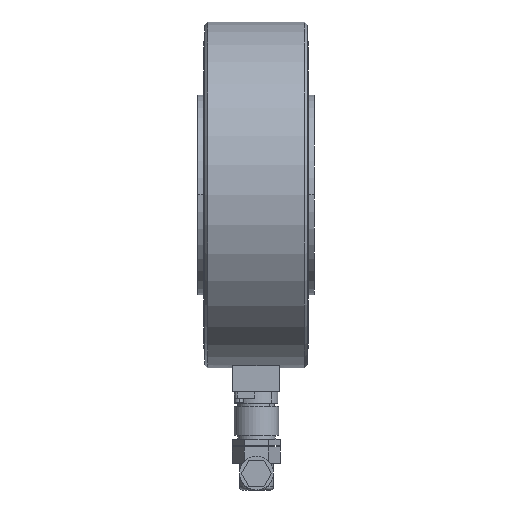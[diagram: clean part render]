
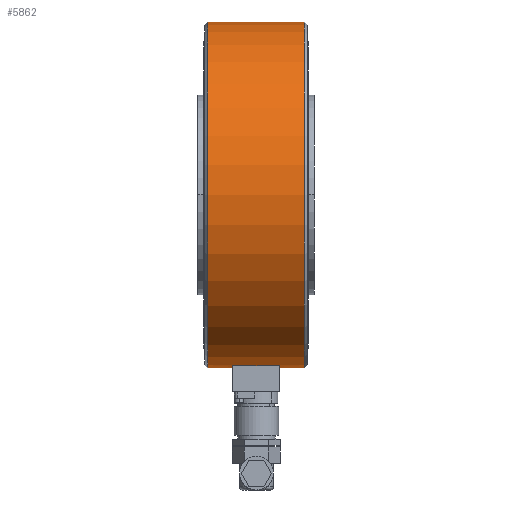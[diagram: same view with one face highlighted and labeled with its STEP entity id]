
A CAD part, left-side view. The second image highlights one B-rep face of the part: STEP entity #5862.
In plain terms, the highlighted cylindrical face has radius 112.5 mm (diameter 225 mm), a partial arc.
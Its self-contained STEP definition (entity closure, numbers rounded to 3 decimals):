
#1289 = ORIENTED_EDGE ( 'NONE', *, *, #1517, .T. ) ;
#1517 = EDGE_CURVE ( 'NONE', #5820, #5823, #13613, .T. ) ;
#1529 = DIRECTION ( 'NONE',  ( 0., 0., 1. ) ) ;
#1982 = AXIS2_PLACEMENT_3D ( 'NONE', #5069, #10750, #5213 ) ;
#2233 = CARTESIAN_POINT ( 'NONE',  ( 0., 18.4, 0. ) ) ;
#3306 = EDGE_CURVE ( 'NONE', #10346, #17964, #17837, .T. ) ;
#3488 = EDGE_LOOP ( 'NONE', ( #13170, #9791, #9523, #12929, #1289, #7352, #18049, #3560 ) ) ;
#3560 = ORIENTED_EDGE ( 'NONE', *, *, #22004, .T. ) ;
#3714 = EDGE_CURVE ( 'NONE', #21170, #6499, #17533, .T. ) ;
#3944 = LINE ( 'NONE', #22833, #22767 ) ;
#4830 = CIRCLE ( 'NONE', #11850, 112.5 ) ;
#5069 = CARTESIAN_POINT ( 'NONE',  ( 0., 48.6, 0. ) ) ;
#5213 = DIRECTION ( 'NONE',  ( 0., 0., 1. ) ) ;
#5336 = DIRECTION ( 'NONE',  ( 0., 0., 1. ) ) ;
#5820 = VERTEX_POINT ( 'NONE', #15181 ) ;
#5823 = VERTEX_POINT ( 'NONE', #18644 ) ;
#5862 = ADVANCED_FACE ( 'NONE', ( #8295 ), #13182, .T. ) ;
#6499 = VERTEX_POINT ( 'NONE', #6727 ) ;
#6647 = CARTESIAN_POINT ( 'NONE',  ( 0., 65., -112.5 ) ) ;
#6665 = VECTOR ( 'NONE', #11189, 1000. ) ;
#6727 = CARTESIAN_POINT ( 'NONE',  ( 0., 2., -112.5 ) ) ;
#7090 = DIRECTION ( 'NONE',  ( 0., -1., 0. ) ) ;
#7352 = ORIENTED_EDGE ( 'NONE', *, *, #7912, .F. ) ;
#7912 = EDGE_CURVE ( 'NONE', #21170, #5823, #4830, .T. ) ;
#7926 = VERTEX_POINT ( 'NONE', #9553 ) ;
#8194 = AXIS2_PLACEMENT_3D ( 'NONE', #10370, #7090, #1529 ) ;
#8295 = FACE_OUTER_BOUND ( 'NONE', #3488, .T. ) ;
#8527 = EDGE_CURVE ( 'NONE', #7926, #22865, #3944, .T. ) ;
#9283 = VECTOR ( 'NONE', #18447, 1000. ) ;
#9284 = CARTESIAN_POINT ( 'NONE',  ( 0., 67., -112.5 ) ) ;
#9348 = EDGE_CURVE ( 'NONE', #7926, #10346, #16474, .T. ) ;
#9523 = ORIENTED_EDGE ( 'NONE', *, *, #3306, .T. ) ;
#9553 = CARTESIAN_POINT ( 'NONE',  ( 0., 65., 112.5 ) ) ;
#9791 = ORIENTED_EDGE ( 'NONE', *, *, #9348, .T. ) ;
#9839 = DIRECTION ( 'NONE',  ( 0., -1., 0. ) ) ;
#10346 = VERTEX_POINT ( 'NONE', #6647 ) ;
#10370 = CARTESIAN_POINT ( 'NONE',  ( 0., 65., 0. ) ) ;
#10416 = EDGE_CURVE ( 'NONE', #17964, #5820, #17706, .T. ) ;
#10750 = DIRECTION ( 'NONE',  ( 0., 1., 0. ) ) ;
#11130 = CARTESIAN_POINT ( 'NONE',  ( 0., 67., -112.5 ) ) ;
#11156 = CIRCLE ( 'NONE', #11981, 112.5 ) ;
#11189 = DIRECTION ( 'NONE',  ( 0., -1., 0. ) ) ;
#11624 = VECTOR ( 'NONE', #16888, 1000. ) ;
#11850 = AXIS2_PLACEMENT_3D ( 'NONE', #2233, #15102, #14951 ) ;
#11981 = AXIS2_PLACEMENT_3D ( 'NONE', #23381, #18026, #5336 ) ;
#12745 = AXIS2_PLACEMENT_3D ( 'NONE', #22706, #21023, #13538 ) ;
#12929 = ORIENTED_EDGE ( 'NONE', *, *, #10416, .T. ) ;
#13170 = ORIENTED_EDGE ( 'NONE', *, *, #8527, .F. ) ;
#13182 = CYLINDRICAL_SURFACE ( 'NONE', #12745, 112.5 ) ;
#13538 = DIRECTION ( 'NONE',  ( 0., 0., -1. ) ) ;
#13613 = LINE ( 'NONE', #22248, #11624 ) ;
#14951 = DIRECTION ( 'NONE',  ( 0., 0., -1. ) ) ;
#15102 = DIRECTION ( 'NONE',  ( 0., 1., 0. ) ) ;
#15181 = CARTESIAN_POINT ( 'NONE',  ( -18.31, 48.6, -111. ) ) ;
#16474 = CIRCLE ( 'NONE', #8194, 112.5 ) ;
#16888 = DIRECTION ( 'NONE',  ( 0., -1., 0. ) ) ;
#17533 = LINE ( 'NONE', #9284, #6665 ) ;
#17706 = CIRCLE ( 'NONE', #1982, 112.5 ) ;
#17837 = LINE ( 'NONE', #11130, #9283 ) ;
#17964 = VERTEX_POINT ( 'NONE', #22503 ) ;
#18026 = DIRECTION ( 'NONE',  ( 0., 1., 0. ) ) ;
#18049 = ORIENTED_EDGE ( 'NONE', *, *, #3714, .T. ) ;
#18447 = DIRECTION ( 'NONE',  ( 0., -1., 0. ) ) ;
#18644 = CARTESIAN_POINT ( 'NONE',  ( -18.31, 18.4, -111. ) ) ;
#21023 = DIRECTION ( 'NONE',  ( 0., -1., 0. ) ) ;
#21170 = VERTEX_POINT ( 'NONE', #22368 ) ;
#22004 = EDGE_CURVE ( 'NONE', #6499, #22865, #11156, .T. ) ;
#22248 = CARTESIAN_POINT ( 'NONE',  ( -18.31, 67., -111. ) ) ;
#22368 = CARTESIAN_POINT ( 'NONE',  ( 0., 18.4, -112.5 ) ) ;
#22503 = CARTESIAN_POINT ( 'NONE',  ( 0., 48.6, -112.5 ) ) ;
#22517 = CARTESIAN_POINT ( 'NONE',  ( 0., 2., 112.5 ) ) ;
#22706 = CARTESIAN_POINT ( 'NONE',  ( 0., 67., 0. ) ) ;
#22767 = VECTOR ( 'NONE', #9839, 1000. ) ;
#22833 = CARTESIAN_POINT ( 'NONE',  ( 0., 67., 112.5 ) ) ;
#22865 = VERTEX_POINT ( 'NONE', #22517 ) ;
#23381 = CARTESIAN_POINT ( 'NONE',  ( 0., 2., 0. ) ) ;
